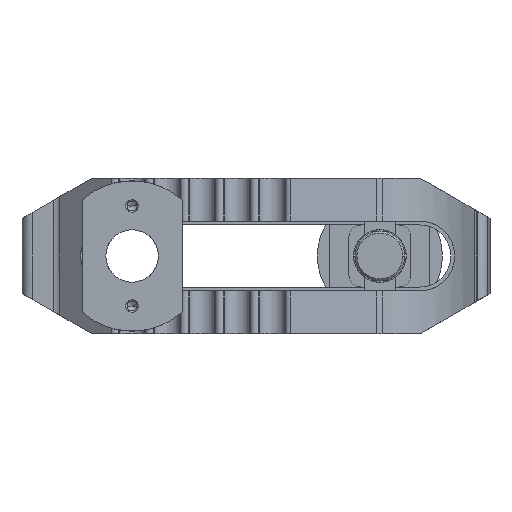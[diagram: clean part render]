
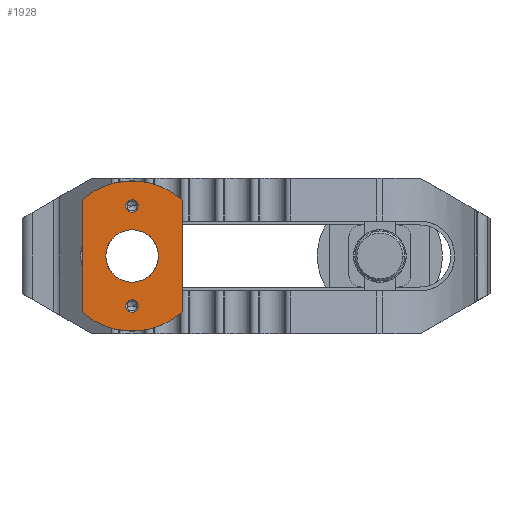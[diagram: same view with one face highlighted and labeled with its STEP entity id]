
A CAD part, front view. The second image highlights one B-rep face of the part: STEP entity #1928.
In plain terms, the highlighted planar face has unit normal (0, -1, 0).
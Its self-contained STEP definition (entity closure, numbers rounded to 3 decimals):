
#1838=VERTEX_POINT('',#5116);
#1928=ADVANCED_FACE('',(#5217,#5218,#5219,#5220),#5221,.T.);
#1990=EDGE_CURVE('',#1838,#2364,#5287,.T.);
#2110=EDGE_CURVE('',#2364,#1838,#5425,.T.);
#2146=VERTEX_POINT('',#5464);
#2236=EDGE_CURVE('',#4542,#4564,#5565,.T.);
#2254=EDGE_CURVE('',#4522,#3582,#5585,.T.);
#2364=VERTEX_POINT('',#5709);
#2646=EDGE_CURVE('',#3582,#3100,#6013,.T.);
#2918=VERTEX_POINT('',#6299);
#3100=VERTEX_POINT('',#6501);
#3324=EDGE_CURVE('',#2918,#3100,#6748,.T.);
#3472=EDGE_CURVE('',#2146,#4878,#6919,.T.);
#3582=VERTEX_POINT('',#7037);
#3932=EDGE_CURVE('',#4878,#2146,#7418,.T.);
#3940=EDGE_CURVE('',#2918,#4522,#7426,.T.);
#4116=EDGE_CURVE('',#4564,#4542,#7618,.T.);
#4522=VERTEX_POINT('',#8070);
#4542=VERTEX_POINT('',#8090);
#4564=VERTEX_POINT('',#8112);
#4878=VERTEX_POINT('',#8455);
#5116=CARTESIAN_POINT('',(2.5,0.0,20.0));
#5217=FACE_BOUND('',#8939,.T.);
#5218=FACE_BOUND('',#8940,.T.);
#5219=FACE_BOUND('',#8941,.T.);
#5220=FACE_OUTER_BOUND('',#8942,.T.);
#5221=PLANE('',#8943);
#5287=CIRCLE('',#9037,2.5);
#5425=CIRCLE('',#9245,2.5);
#5464=CARTESIAN_POINT('',(10.5,0.0,0.));
#5565=CIRCLE('',#9468,2.5);
#5585=LINE('',#9493,#9494);
#5709=CARTESIAN_POINT('',(-2.5,0.,20.0));
#6013=CIRCLE('',#10081,30.0);
#6299=CARTESIAN_POINT('',(-20.0,0.,22.361));
#6501=CARTESIAN_POINT('',(-20.0,0.,-22.361));
#6748=LINE('',#11246,#11247);
#6919=CIRCLE('',#11467,10.5);
#7037=CARTESIAN_POINT('',(20.0,0.0,-22.361));
#7418=CIRCLE('',#12183,10.5);
#7426=CIRCLE('',#12196,30.0);
#7618=CIRCLE('',#12493,2.5);
#8070=CARTESIAN_POINT('',(20.0,0.0,22.361));
#8090=CARTESIAN_POINT('',(-2.5,0.0,-20.0));
#8112=CARTESIAN_POINT('',(2.5,0.,-20.0));
#8455=CARTESIAN_POINT('',(-10.5,0.,0.));
#8939=EDGE_LOOP('',(#14238,#14239));
#8940=EDGE_LOOP('',(#14240,#14241));
#8941=EDGE_LOOP('',(#14242,#14243));
#8942=EDGE_LOOP('',(#14244,#14245,#14246,#14247));
#8943=AXIS2_PLACEMENT_3D('',#14248,#14249,#14250);
#9037=AXIS2_PLACEMENT_3D('',#14316,#14317,#14318);
#9245=AXIS2_PLACEMENT_3D('',#14514,#14515,#14516);
#9468=AXIS2_PLACEMENT_3D('',#14685,#14686,#14687);
#9493=CARTESIAN_POINT('',(20.0,0.,31.0));
#9494=VECTOR('',#14729,1.0);
#10081=AXIS2_PLACEMENT_3D('',#15219,#15220,#15221);
#11246=CARTESIAN_POINT('',(-20.0,0.,31.0));
#11247=VECTOR('',#16052,1.0);
#11467=AXIS2_PLACEMENT_3D('',#16277,#16278,#16279);
#12183=AXIS2_PLACEMENT_3D('',#16828,#16829,#16830);
#12196=AXIS2_PLACEMENT_3D('',#16838,#16839,#16840);
#12493=AXIS2_PLACEMENT_3D('',#17040,#17041,#17042);
#14238=ORIENTED_EDGE('',*,*,#2236,.T.);
#14239=ORIENTED_EDGE('',*,*,#4116,.T.);
#14240=ORIENTED_EDGE('',*,*,#1990,.T.);
#14241=ORIENTED_EDGE('',*,*,#2110,.T.);
#14242=ORIENTED_EDGE('',*,*,#3472,.T.);
#14243=ORIENTED_EDGE('',*,*,#3932,.T.);
#14244=ORIENTED_EDGE('',*,*,#3940,.F.);
#14245=ORIENTED_EDGE('',*,*,#3324,.T.);
#14246=ORIENTED_EDGE('',*,*,#2646,.F.);
#14247=ORIENTED_EDGE('',*,*,#2254,.F.);
#14248=CARTESIAN_POINT('',(-20.0,0.,31.0));
#14249=DIRECTION('',(0.,-1.0,0.));
#14250=DIRECTION('',(-1.0,0.,0.));
#14316=CARTESIAN_POINT('',(0.0,0.0,20.0));
#14317=DIRECTION('',(0.,1.0,0.));
#14318=DIRECTION('',(1.0,0.,0.));
#14514=CARTESIAN_POINT('',(0.0,0.0,20.0));
#14515=DIRECTION('',(0.,1.0,0.));
#14516=DIRECTION('',(1.0,0.,0.));
#14685=CARTESIAN_POINT('',(0.0,0.0,-20.0));
#14686=DIRECTION('',(0.,1.0,0.));
#14687=DIRECTION('',(-1.0,0.,0.));
#14729=DIRECTION('',(0.0,0.,-1.0));
#15219=CARTESIAN_POINT('',(0.0,0.0,0.0));
#15220=DIRECTION('',(0.,1.0,0.));
#15221=DIRECTION('',(-1.0,0.,0.));
#16052=DIRECTION('',(0.0,0.,-1.0));
#16277=CARTESIAN_POINT('',(0.0,0.0,0.0));
#16278=DIRECTION('',(0.,1.0,0.));
#16279=DIRECTION('',(-1.0,0.,0.));
#16828=CARTESIAN_POINT('',(0.0,0.0,0.0));
#16829=DIRECTION('',(0.,1.0,0.));
#16830=DIRECTION('',(-1.0,0.,0.));
#16838=CARTESIAN_POINT('',(0.0,0.0,0.0));
#16839=DIRECTION('',(0.,1.0,0.));
#16840=DIRECTION('',(-1.0,0.,0.));
#17040=CARTESIAN_POINT('',(0.0,0.0,-20.0));
#17041=DIRECTION('',(0.,1.0,0.));
#17042=DIRECTION('',(-1.0,0.,0.));
